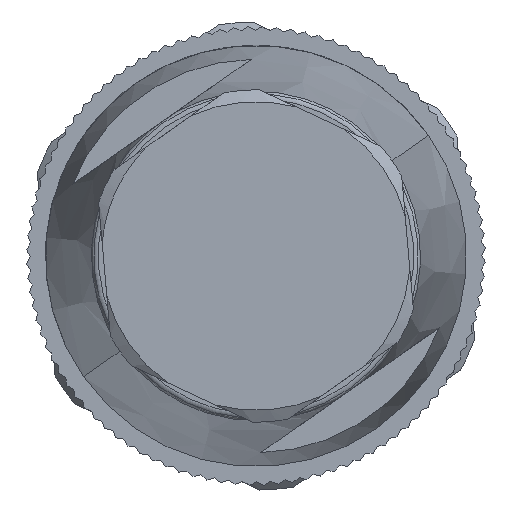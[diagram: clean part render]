
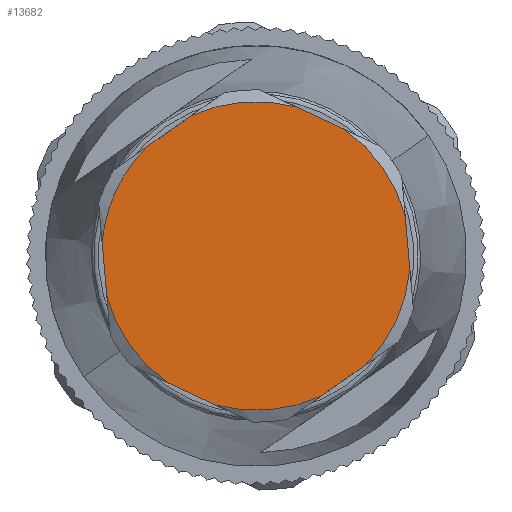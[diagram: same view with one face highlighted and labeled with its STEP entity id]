
A CAD part, left-side view. The second image highlights one B-rep face of the part: STEP entity #13682.
In plain terms, the highlighted planar face has unit normal (-1, 0, 0).
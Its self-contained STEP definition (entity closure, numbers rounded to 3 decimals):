
#5120=CARTESIAN_POINT('',(-45.1,0.,0.));
#5121=DIRECTION('',(-1.,0.,0.));
#5122=DIRECTION('',(0.,-0.966,0.259));
#5123=AXIS2_PLACEMENT_3D('',#5120,#5121,#5122);
#5125=DIRECTION('',(0.,0.087,0.996));
#5126=VECTOR('',#5125,2.289);
#5127=CARTESIAN_POINT('',(-45.1,-6.575,-0.574));
#5128=LINE('',#5127,#5126);
#5129=CARTESIAN_POINT('',(-45.1,0.,0.));
#5130=DIRECTION('',(-1.,0.,0.));
#5131=DIRECTION('',(0.,-0.707,-0.707));
#5132=AXIS2_PLACEMENT_3D('',#5129,#5130,#5131);
#5134=DIRECTION('',(0.,-0.819,0.574));
#5135=VECTOR('',#5134,2.289);
#5136=CARTESIAN_POINT('',(-45.1,-2.791,-5.981));
#5137=LINE('',#5136,#5135);
#5138=CARTESIAN_POINT('',(-45.1,0.,0.));
#5139=DIRECTION('',(-1.,0.,0.));
#5140=DIRECTION('',(0.,0.259,-0.966));
#5141=AXIS2_PLACEMENT_3D('',#5138,#5139,#5140);
#5143=CARTESIAN_POINT('',(-45.1,0.,0.));
#5144=DIRECTION('',(-1.,0.,0.));
#5145=DIRECTION('',(0.,0.966,-0.259));
#5146=AXIS2_PLACEMENT_3D('',#5143,#5144,#5145);
#5148=DIRECTION('',(0.,-0.087,-0.996));
#5149=VECTOR('',#5148,2.289);
#5150=CARTESIAN_POINT('',(-45.1,6.575,0.574));
#5151=LINE('',#5150,#5149);
#5152=CARTESIAN_POINT('',(-45.1,0.,0.));
#5153=DIRECTION('',(-1.,0.,0.));
#5154=DIRECTION('',(0.,0.906,0.423));
#5155=AXIS2_PLACEMENT_3D('',#5152,#5153,#5154);
#5157=CARTESIAN_POINT('',(-45.1,0.,0.));
#5158=DIRECTION('',(-1.,0.,0.));
#5159=DIRECTION('',(0.,0.707,0.707));
#5160=AXIS2_PLACEMENT_3D('',#5157,#5158,#5159);
#5162=DIRECTION('',(0.,0.819,-0.574));
#5163=VECTOR('',#5162,2.289);
#5164=CARTESIAN_POINT('',(-45.1,2.791,5.981));
#5165=LINE('',#5164,#5163);
#5166=CARTESIAN_POINT('',(-45.1,0.,0.));
#5167=DIRECTION('',(-1.,0.,0.));
#5168=DIRECTION('',(0.,-0.259,0.966));
#5169=AXIS2_PLACEMENT_3D('',#5166,#5167,#5168);
#5171=DIRECTION('',(0.,-0.906,-0.423));
#5172=VECTOR('',#5171,2.289);
#5173=CARTESIAN_POINT('',(-45.1,-1.71,6.375));
#5174=LINE('',#5173,#5172);
#5226=DIRECTION('',(0.,0.906,0.423));
#5227=VECTOR('',#5226,2.289);
#5228=CARTESIAN_POINT('',(-45.1,1.71,-6.375));
#5229=LINE('',#5228,#5227);
#7649=CARTESIAN_POINT('',(-45.1,-1.71,6.375));
#7650=CARTESIAN_POINT('',(-45.1,-3.784,5.407));
#7651=VERTEX_POINT('',#7649);
#7652=VERTEX_POINT('',#7650);
#7653=CARTESIAN_POINT('',(-45.1,2.791,5.981));
#7654=VERTEX_POINT('',#7653);
#7655=CARTESIAN_POINT('',(-45.1,4.666,4.668));
#7656=VERTEX_POINT('',#7655);
#7657=CARTESIAN_POINT('',(-45.1,5.982,2.789));
#7658=VERTEX_POINT('',#7657);
#7659=CARTESIAN_POINT('',(-45.1,6.575,0.574));
#7660=VERTEX_POINT('',#7659);
#7661=CARTESIAN_POINT('',(-45.1,6.376,-1.707));
#7662=VERTEX_POINT('',#7661);
#7663=CARTESIAN_POINT('',(-45.1,3.784,-5.407));
#7664=VERTEX_POINT('',#7663);
#7665=CARTESIAN_POINT('',(-45.1,1.71,-6.375));
#7666=VERTEX_POINT('',#7665);
#7667=CARTESIAN_POINT('',(-45.1,-2.791,-5.981));
#7668=VERTEX_POINT('',#7667);
#7669=CARTESIAN_POINT('',(-45.1,-4.666,-4.668));
#7670=VERTEX_POINT('',#7669);
#7671=CARTESIAN_POINT('',(-45.1,-6.575,-0.574));
#7672=VERTEX_POINT('',#7671);
#7673=CARTESIAN_POINT('',(-45.1,-6.376,1.707));
#7674=VERTEX_POINT('',#7673);
#13650=CARTESIAN_POINT('',(-45.1,0.,0.));
#13651=DIRECTION('',(-1.,0.,0.));
#13652=DIRECTION('',(0.,-0.906,-0.423));
#13653=AXIS2_PLACEMENT_3D('',#13650,#13651,#13652);
#13654=PLANE('',#13653);
#13656=ORIENTED_EDGE('',*,*,#13655,.T.);
#13658=ORIENTED_EDGE('',*,*,#13657,.F.);
#13660=ORIENTED_EDGE('',*,*,#13659,.F.);
#13662=ORIENTED_EDGE('',*,*,#13661,.F.);
#13664=ORIENTED_EDGE('',*,*,#13663,.F.);
#13666=ORIENTED_EDGE('',*,*,#13665,.F.);
#13668=ORIENTED_EDGE('',*,*,#13667,.T.);
#13670=ORIENTED_EDGE('',*,*,#13669,.F.);
#13672=ORIENTED_EDGE('',*,*,#13671,.F.);
#13674=ORIENTED_EDGE('',*,*,#13673,.F.);
#13676=ORIENTED_EDGE('',*,*,#13675,.F.);
#13677=ORIENTED_EDGE('',*,*,#13636,.F.);
#13679=ORIENTED_EDGE('',*,*,#13678,.F.);
#13680=EDGE_LOOP('',(#13656,#13658,#13660,#13662,#13664,#13666,#13668,#13670,
#13672,#13674,#13676,#13677,#13679));
#13681=FACE_OUTER_BOUND('',#13680,.F.);
#13682=ADVANCED_FACE('',(#13681),#13654,.T.);
#5124=CIRCLE('',#5123,6.6);
#5133=CIRCLE('',#5132,6.6);
#5142=CIRCLE('',#5141,6.6);
#5147=CIRCLE('',#5146,6.6);
#5156=CIRCLE('',#5155,6.6);
#5161=CIRCLE('',#5160,6.6);
#5170=CIRCLE('',#5169,6.6);
#13636=EDGE_CURVE('',#7654,#7656,#5165,.T.);
#13655=EDGE_CURVE('',#7651,#7652,#5174,.T.);
#13657=EDGE_CURVE('',#7674,#7652,#5124,.T.);
#13659=EDGE_CURVE('',#7672,#7674,#5128,.T.);
#13661=EDGE_CURVE('',#7670,#7672,#5133,.T.);
#13663=EDGE_CURVE('',#7668,#7670,#5137,.T.);
#13665=EDGE_CURVE('',#7666,#7668,#5142,.T.);
#13667=EDGE_CURVE('',#7666,#7664,#5229,.T.);
#13669=EDGE_CURVE('',#7662,#7664,#5147,.T.);
#13671=EDGE_CURVE('',#7660,#7662,#5151,.T.);
#13673=EDGE_CURVE('',#7658,#7660,#5156,.T.);
#13675=EDGE_CURVE('',#7656,#7658,#5161,.T.);
#13678=EDGE_CURVE('',#7651,#7654,#5170,.T.);
